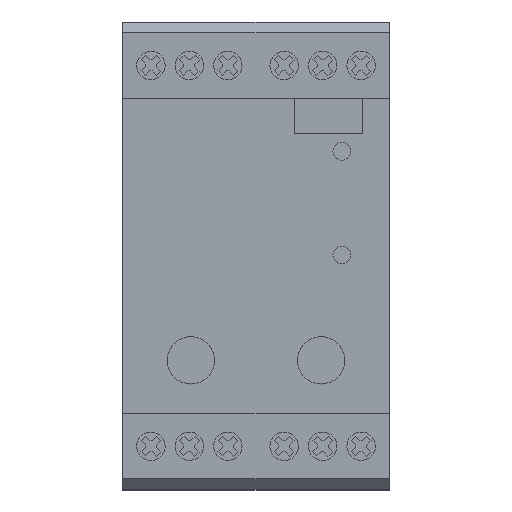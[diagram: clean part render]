
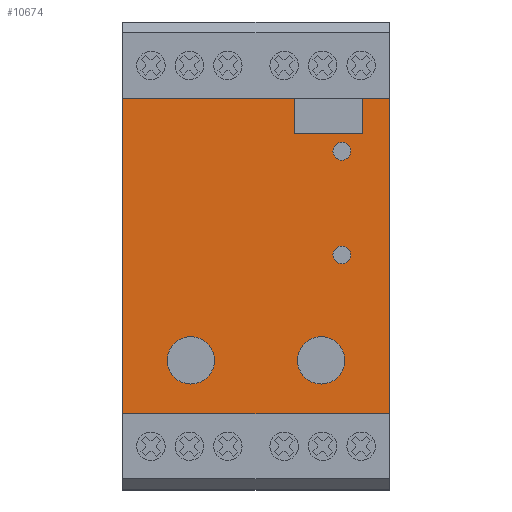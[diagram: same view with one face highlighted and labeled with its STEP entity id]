
A CAD part, top view. The second image highlights one B-rep face of the part: STEP entity #10674.
In plain terms, the highlighted planar face has unit normal (0, 0, 1).
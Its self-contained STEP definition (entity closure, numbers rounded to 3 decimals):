
#8796=CARTESIAN_POINT('',(37.,18.651,95.5));
#8797=VERTEX_POINT('',#8796);
#8806=CARTESIAN_POINT('',(35.5,17.151,95.5));
#8807=VERTEX_POINT('',#8806);
#8808=CARTESIAN_POINT('',(37.,17.151,95.5));
#8809=DIRECTION('',(0.0,0.0,-1.0));
#8810=DIRECTION('',(0.0,1.0,0.0));
#8811=AXIS2_PLACEMENT_3D('',#8808,#8809,#8810);
#8812=CIRCLE('',#8811,1.5);
#8813=EDGE_CURVE('',#8807,#8797,#8812,.T.);
#8815=CARTESIAN_POINT('',(37.,15.651,95.5));
#8816=VERTEX_POINT('',#8815);
#8817=CARTESIAN_POINT('',(37.,17.151,95.5));
#8818=DIRECTION('',(0.0,0.0,-1.0));
#8819=DIRECTION('',(0.0,1.0,0.0));
#8820=AXIS2_PLACEMENT_3D('',#8817,#8818,#8819);
#8821=CIRCLE('',#8820,1.5);
#8822=EDGE_CURVE('',#8816,#8807,#8821,.T.);
#8847=CARTESIAN_POINT('',(35.5,-0.349,95.5));
#8848=VERTEX_POINT('',#8847);
#8857=CARTESIAN_POINT('',(37.,-1.849,95.5));
#8858=VERTEX_POINT('',#8857);
#8859=CARTESIAN_POINT('',(37.,-0.349,95.5));
#8860=DIRECTION('',(0.0,0.0,-1.0));
#8861=DIRECTION('',(-1.0,0.0,0.0));
#8862=AXIS2_PLACEMENT_3D('',#8859,#8860,#8861);
#8863=CIRCLE('',#8862,1.5);
#8864=EDGE_CURVE('',#8858,#8848,#8863,.T.);
#8866=CARTESIAN_POINT('',(38.5,-0.349,95.5));
#8867=VERTEX_POINT('',#8866);
#8868=CARTESIAN_POINT('',(37.,-0.349,95.5));
#8869=DIRECTION('',(0.0,0.0,-1.0));
#8870=DIRECTION('',(-1.0,0.0,0.0));
#8871=AXIS2_PLACEMENT_3D('',#8868,#8869,#8870);
#8872=CIRCLE('',#8871,1.5);
#8873=EDGE_CURVE('',#8867,#8858,#8872,.T.);
#8898=CARTESIAN_POINT('',(15.5,-18.149,95.5));
#8899=VERTEX_POINT('',#8898);
#8908=CARTESIAN_POINT('',(11.5,-14.149,95.5));
#8909=VERTEX_POINT('',#8908);
#8910=CARTESIAN_POINT('',(11.5,-18.149,95.5));
#8911=DIRECTION('',(0.0,0.0,-1.0));
#8912=DIRECTION('',(1.0,0.0,0.0));
#8913=AXIS2_PLACEMENT_3D('',#8910,#8911,#8912);
#8914=CIRCLE('',#8913,4.);
#8915=EDGE_CURVE('',#8909,#8899,#8914,.T.);
#8917=CARTESIAN_POINT('',(7.5,-18.149,95.5));
#8918=VERTEX_POINT('',#8917);
#8919=CARTESIAN_POINT('',(11.5,-18.149,95.5));
#8920=DIRECTION('',(0.0,0.0,-1.0));
#8921=DIRECTION('',(1.0,0.0,0.0));
#8922=AXIS2_PLACEMENT_3D('',#8919,#8920,#8921);
#8923=CIRCLE('',#8922,4.);
#8924=EDGE_CURVE('',#8918,#8909,#8923,.T.);
#8949=CARTESIAN_POINT('',(33.5,-22.149,95.5));
#8950=VERTEX_POINT('',#8949);
#8959=CARTESIAN_POINT('',(37.5,-18.149,95.5));
#8960=VERTEX_POINT('',#8959);
#8961=CARTESIAN_POINT('',(33.5,-18.149,95.5));
#8962=DIRECTION('',(0.0,0.0,-1.0));
#8963=DIRECTION('',(0.0,-1.0,0.0));
#8964=AXIS2_PLACEMENT_3D('',#8961,#8962,#8963);
#8965=CIRCLE('',#8964,4.);
#8966=EDGE_CURVE('',#8960,#8950,#8965,.T.);
#8968=CARTESIAN_POINT('',(33.5,-14.149,95.5));
#8969=VERTEX_POINT('',#8968);
#8970=CARTESIAN_POINT('',(33.5,-18.149,95.5));
#8971=DIRECTION('',(0.0,0.0,-1.0));
#8972=DIRECTION('',(0.0,-1.0,0.0));
#8973=AXIS2_PLACEMENT_3D('',#8970,#8971,#8972);
#8974=CIRCLE('',#8973,4.);
#8975=EDGE_CURVE('',#8969,#8960,#8974,.T.);
#9426=CARTESIAN_POINT('',(33.5,-18.149,95.5));
#9427=DIRECTION('',(0.0,0.0,-1.0));
#9428=DIRECTION('',(0.0,-1.0,0.0));
#9429=AXIS2_PLACEMENT_3D('',#9426,#9427,#9428);
#9430=CIRCLE('',#9429,4.);
#9431=EDGE_CURVE('',#8950,#8969,#9430,.T.);
#9470=CARTESIAN_POINT('',(11.5,-18.149,95.5));
#9471=DIRECTION('',(0.0,0.0,-1.0));
#9472=DIRECTION('',(1.0,0.0,0.0));
#9473=AXIS2_PLACEMENT_3D('',#9470,#9471,#9472);
#9474=CIRCLE('',#9473,4.);
#9475=EDGE_CURVE('',#8899,#8918,#9474,.T.);
#9514=CARTESIAN_POINT('',(37.,-0.349,95.5));
#9515=DIRECTION('',(0.0,0.0,-1.0));
#9516=DIRECTION('',(-1.0,0.0,0.0));
#9517=AXIS2_PLACEMENT_3D('',#9514,#9515,#9516);
#9518=CIRCLE('',#9517,1.5);
#9519=EDGE_CURVE('',#8848,#8867,#9518,.T.);
#9558=CARTESIAN_POINT('',(37.,17.151,95.5));
#9559=DIRECTION('',(0.0,0.0,-1.0));
#9560=DIRECTION('',(0.0,1.0,0.0));
#9561=AXIS2_PLACEMENT_3D('',#9558,#9559,#9560);
#9562=CIRCLE('',#9561,1.5);
#9563=EDGE_CURVE('',#8797,#8816,#9562,.T.);
#9594=CARTESIAN_POINT('',(29.,26.151,95.5));
#9595=VERTEX_POINT('',#9594);
#9602=CARTESIAN_POINT('',(29.,20.151,95.5));
#9603=VERTEX_POINT('',#9602);
#9604=CARTESIAN_POINT('',(29.,20.151,95.5));
#9605=DIRECTION('',(0.0,1.0,0.0));
#9606=VECTOR('',#9605,6.);
#9607=LINE('',#9604,#9606);
#9608=EDGE_CURVE('',#9603,#9595,#9607,.T.);
#9633=CARTESIAN_POINT('',(40.5,20.151,95.5));
#9634=VERTEX_POINT('',#9633);
#9635=CARTESIAN_POINT('',(40.5,20.151,95.5));
#9636=DIRECTION('',(-1.0,0.0,0.0));
#9637=VECTOR('',#9636,11.5);
#9638=LINE('',#9635,#9637);
#9639=EDGE_CURVE('',#9634,#9603,#9638,.T.);
#9664=CARTESIAN_POINT('',(40.5,26.151,95.5));
#9665=VERTEX_POINT('',#9664);
#9666=CARTESIAN_POINT('',(40.5,26.151,95.5));
#9667=DIRECTION('',(0.0,-1.0,0.0));
#9668=VECTOR('',#9667,6.);
#9669=LINE('',#9666,#9668);
#9670=EDGE_CURVE('',#9665,#9634,#9669,.T.);
#9706=CARTESIAN_POINT('',(45.,26.151,95.5));
#9707=VERTEX_POINT('',#9706);
#9708=CARTESIAN_POINT('',(45.,26.151,95.5));
#9709=DIRECTION('',(-1.0,0.0,0.0));
#9710=VECTOR('',#9709,4.5);
#9711=LINE('',#9708,#9710);
#9712=EDGE_CURVE('',#9707,#9665,#9711,.T.);
#9730=CARTESIAN_POINT('',(0.,26.151,95.5));
#9731=VERTEX_POINT('',#9730);
#9738=CARTESIAN_POINT('',(29.,26.151,95.5));
#9739=DIRECTION('',(-1.0,0.0,0.0));
#9740=VECTOR('',#9739,29.);
#9741=LINE('',#9738,#9740);
#9742=EDGE_CURVE('',#9595,#9731,#9741,.T.);
#10620=CARTESIAN_POINT('',(45.,26.151,95.5));
#10621=DIRECTION('',(0.0,0.0,1.0));
#10622=DIRECTION('',(1.0,0.0,0.0));
#10623=AXIS2_PLACEMENT_3D('',#10620,#10621,#10622);
#10624=PLANE('',#10623);
#10625=ORIENTED_EDGE('',*,*,#9608,.T.);
#10626=ORIENTED_EDGE('',*,*,#9742,.T.);
#10627=CARTESIAN_POINT('',(0.,-27.149,95.5));
#10628=VERTEX_POINT('',#10627);
#10629=CARTESIAN_POINT('',(0.,26.151,95.5));
#10630=DIRECTION('',(0.0,-1.0,0.0));
#10631=VECTOR('',#10630,53.3);
#10632=LINE('',#10629,#10631);
#10633=EDGE_CURVE('',#9731,#10628,#10632,.T.);
#10634=ORIENTED_EDGE('',*,*,#10633,.T.);
#10635=CARTESIAN_POINT('',(45.,-27.149,95.5));
#10636=VERTEX_POINT('',#10635);
#10637=CARTESIAN_POINT('',(45.,-27.149,95.5));
#10638=DIRECTION('',(-1.0,0.0,0.0));
#10639=VECTOR('',#10638,45.0);
#10640=LINE('',#10637,#10639);
#10641=EDGE_CURVE('',#10636,#10628,#10640,.T.);
#10642=ORIENTED_EDGE('',*,*,#10641,.F.);
#10643=CARTESIAN_POINT('',(45.,-27.149,95.5));
#10644=DIRECTION('',(0.0,1.0,0.0));
#10645=VECTOR('',#10644,53.3);
#10646=LINE('',#10643,#10645);
#10647=EDGE_CURVE('',#10636,#9707,#10646,.T.);
#10648=ORIENTED_EDGE('',*,*,#10647,.T.);
#10649=ORIENTED_EDGE('',*,*,#9712,.T.);
#10650=ORIENTED_EDGE('',*,*,#9670,.T.);
#10651=ORIENTED_EDGE('',*,*,#9639,.T.);
#10652=EDGE_LOOP('',(#10625,#10626,#10634,#10642,#10648,#10649,#10650,#10651));
#10653=FACE_OUTER_BOUND('',#10652,.T.);
#10654=ORIENTED_EDGE('',*,*,#8966,.T.);
#10655=ORIENTED_EDGE('',*,*,#9431,.T.);
#10656=ORIENTED_EDGE('',*,*,#8975,.T.);
#10657=EDGE_LOOP('',(#10654,#10655,#10656));
#10658=FACE_BOUND('',#10657,.T.);
#10659=ORIENTED_EDGE('',*,*,#8915,.T.);
#10660=ORIENTED_EDGE('',*,*,#9475,.T.);
#10661=ORIENTED_EDGE('',*,*,#8924,.T.);
#10662=EDGE_LOOP('',(#10659,#10660,#10661));
#10663=FACE_BOUND('',#10662,.T.);
#10664=ORIENTED_EDGE('',*,*,#8864,.T.);
#10665=ORIENTED_EDGE('',*,*,#9519,.T.);
#10666=ORIENTED_EDGE('',*,*,#8873,.T.);
#10667=EDGE_LOOP('',(#10664,#10665,#10666));
#10668=FACE_BOUND('',#10667,.T.);
#10669=ORIENTED_EDGE('',*,*,#8813,.T.);
#10670=ORIENTED_EDGE('',*,*,#9563,.T.);
#10671=ORIENTED_EDGE('',*,*,#8822,.T.);
#10672=EDGE_LOOP('',(#10669,#10670,#10671));
#10673=FACE_BOUND('',#10672,.T.);
#10674=ADVANCED_FACE('',(#10653,#10658,#10663,#10668,#10673),#10624,.T.);
